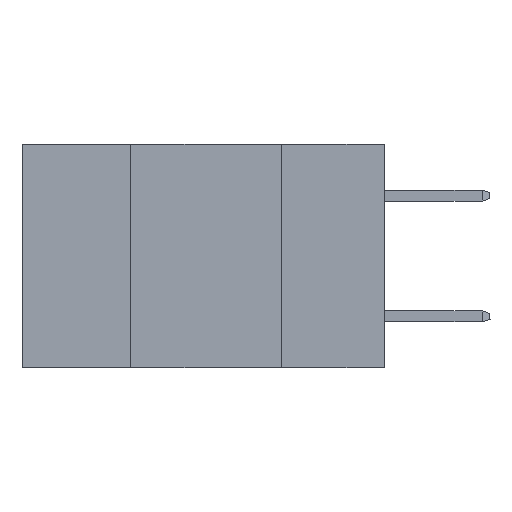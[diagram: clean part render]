
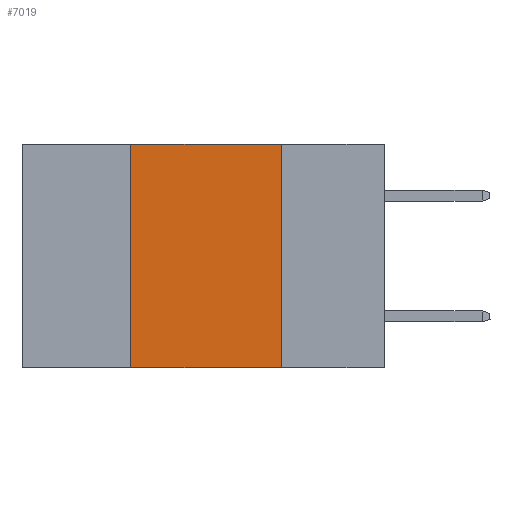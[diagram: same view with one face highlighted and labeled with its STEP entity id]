
A CAD part, left-side view. The second image highlights one B-rep face of the part: STEP entity #7019.
In plain terms, the highlighted planar face has unit normal (-1, 0, 0).
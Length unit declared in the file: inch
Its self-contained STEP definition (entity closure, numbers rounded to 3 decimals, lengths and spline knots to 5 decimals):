
#609 = LINE ( 'NONE', #12294, #16308 ) ;
#644 = PLANE ( 'NONE',  #1626 ) ;
#721 = DIRECTION ( 'NONE',  ( 0., 0., -1. ) ) ;
#1626 = AXIS2_PLACEMENT_3D ( 'NONE', #8710, #10255, #721 ) ;
#2361 = DIRECTION ( 'NONE',  ( 0., -1., 0. ) ) ;
#3775 = CARTESIAN_POINT ( 'NONE',  ( 0., 0.17, 0. ) ) ;
#6589 = CARTESIAN_POINT ( 'NONE',  ( 0., 0.42, 0. ) ) ;
#7019 = ADVANCED_FACE ( 'NONE', ( #7118 ), #644, .F. ) ;
#7118 = FACE_OUTER_BOUND ( 'NONE', #12495, .T. ) ;
#7177 = CARTESIAN_POINT ( 'NONE',  ( 0., 0.6, -0.37 ) ) ;
#8129 = CARTESIAN_POINT ( 'NONE',  ( 0., 0.42, -0.37 ) ) ;
#8268 = LINE ( 'NONE', #8129, #11844 ) ;
#8710 = CARTESIAN_POINT ( 'NONE',  ( 0., 0.6, 0. ) ) ;
#9017 = VECTOR ( 'NONE', #2361, 39.37008 ) ;
#10255 = DIRECTION ( 'NONE',  ( 1., 0., 0. ) ) ;
#11472 = DIRECTION ( 'NONE',  ( 0., -1., 0. ) ) ;
#11667 = EDGE_CURVE ( 'NONE', #14664, #13545, #13092, .T. ) ;
#11844 = VECTOR ( 'NONE', #18757, 39.37008 ) ;
#12294 = CARTESIAN_POINT ( 'NONE',  ( 0., 0.17, -0.37 ) ) ;
#12495 = EDGE_LOOP ( 'NONE', ( #14606, #18051, #19414, #17037 ) ) ;
#12667 = EDGE_CURVE ( 'NONE', #14664, #17413, #8268, .T. ) ;
#13092 = LINE ( 'NONE', #7177, #9017 ) ;
#13545 = VERTEX_POINT ( 'NONE', #14937 ) ;
#14606 = ORIENTED_EDGE ( 'NONE', *, *, #18840, .F. ) ;
#14664 = VERTEX_POINT ( 'NONE', #17281 ) ;
#14761 = EDGE_CURVE ( 'NONE', #17413, #19721, #18494, .T. ) ;
#14937 = CARTESIAN_POINT ( 'NONE',  ( 0., 0.17, -0.37 ) ) ;
#16308 = VECTOR ( 'NONE', #18398, 39.37008 ) ;
#17037 = ORIENTED_EDGE ( 'NONE', *, *, #11667, .T. ) ;
#17281 = CARTESIAN_POINT ( 'NONE',  ( 0., 0.42, -0.37 ) ) ;
#17413 = VERTEX_POINT ( 'NONE', #6589 ) ;
#18025 = VECTOR ( 'NONE', #11472, 39.37008 ) ;
#18051 = ORIENTED_EDGE ( 'NONE', *, *, #14761, .F. ) ;
#18398 = DIRECTION ( 'NONE',  ( 0., 0., -1. ) ) ;
#18494 = LINE ( 'NONE', #19087, #18025 ) ;
#18757 = DIRECTION ( 'NONE',  ( 0., 0., 1. ) ) ;
#18840 = EDGE_CURVE ( 'NONE', #19721, #13545, #609, .T. ) ;
#19087 = CARTESIAN_POINT ( 'NONE',  ( 0., 0.6, 0. ) ) ;
#19414 = ORIENTED_EDGE ( 'NONE', *, *, #12667, .F. ) ;
#19721 = VERTEX_POINT ( 'NONE', #3775 ) ;
